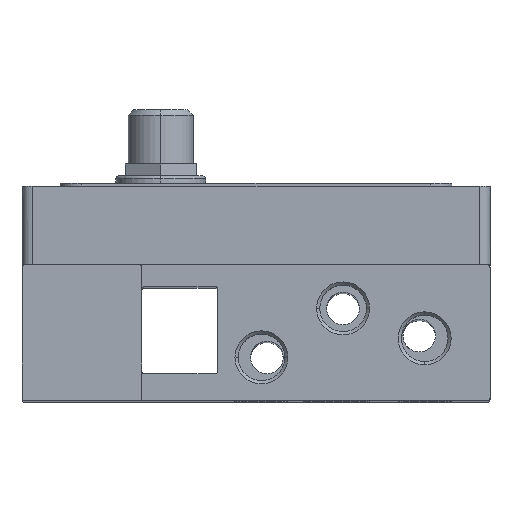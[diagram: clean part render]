
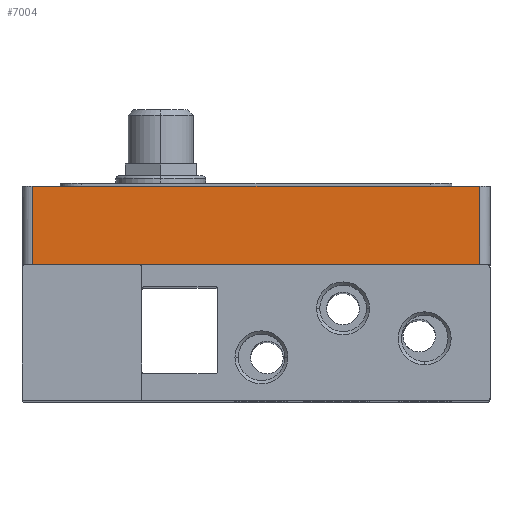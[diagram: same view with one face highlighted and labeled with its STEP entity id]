
A CAD part, top view. The second image highlights one B-rep face of the part: STEP entity #7004.
In plain terms, the highlighted planar face has unit normal (0, 0, 1).
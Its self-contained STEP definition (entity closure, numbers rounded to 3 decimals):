
#318 = EDGE_LOOP ( 'NONE', ( #8434, #719, #4952, #3045 ) ) ;
#676 = VERTEX_POINT ( 'NONE', #8449 ) ;
#719 = ORIENTED_EDGE ( 'NONE', *, *, #4101, .F. ) ;
#1049 = CARTESIAN_POINT ( 'NONE',  ( 2., 39.5, 20.5 ) ) ;
#1121 = LINE ( 'NONE', #2565, #7673 ) ;
#1550 = AXIS2_PLACEMENT_3D ( 'NONE', #1049, #6714, #5088 ) ;
#1583 = CARTESIAN_POINT ( 'NONE',  ( 2., 25., 20.5 ) ) ;
#1868 = FACE_OUTER_BOUND ( 'NONE', #318, .T. ) ;
#1939 = DIRECTION ( 'NONE',  ( 0., -1., 0. ) ) ;
#2565 = CARTESIAN_POINT ( 'NONE',  ( 84., 39.5, 20.5 ) ) ;
#2822 = LINE ( 'NONE', #6135, #5792 ) ;
#3045 = ORIENTED_EDGE ( 'NONE', *, *, #10015, .T. ) ;
#3169 = LINE ( 'NONE', #7866, #8545 ) ;
#3384 = VERTEX_POINT ( 'NONE', #7178 ) ;
#3417 = PLANE ( 'NONE',  #1550 ) ;
#3776 = VECTOR ( 'NONE', #6698, 1000. ) ;
#4101 = EDGE_CURVE ( 'NONE', #676, #3384, #9876, .T. ) ;
#4366 = CARTESIAN_POINT ( 'NONE',  ( 2., 39.5, 20.5 ) ) ;
#4952 = ORIENTED_EDGE ( 'NONE', *, *, #7628, .F. ) ;
#5088 = DIRECTION ( 'NONE',  ( -1., 0., 0. ) ) ;
#5486 = VERTEX_POINT ( 'NONE', #1583 ) ;
#5792 = VECTOR ( 'NONE', #6904, 1000. ) ;
#6135 = CARTESIAN_POINT ( 'NONE',  ( 2., 39.5, 20.5 ) ) ;
#6698 = DIRECTION ( 'NONE',  ( 1., 0., 0. ) ) ;
#6714 = DIRECTION ( 'NONE',  ( 0., 0., -1. ) ) ;
#6904 = DIRECTION ( 'NONE',  ( 0., 1., 0. ) ) ;
#7004 = ADVANCED_FACE ( 'NONE', ( #1868 ), #3417, .F. ) ;
#7178 = CARTESIAN_POINT ( 'NONE',  ( 84., 39.5, 20.5 ) ) ;
#7628 = EDGE_CURVE ( 'NONE', #5486, #676, #2822, .T. ) ;
#7673 = VECTOR ( 'NONE', #1939, 1000. ) ;
#7817 = DIRECTION ( 'NONE',  ( 1., 0., 0. ) ) ;
#7824 = EDGE_CURVE ( 'NONE', #3384, #7915, #1121, .T. ) ;
#7866 = CARTESIAN_POINT ( 'NONE',  ( 85.5, 25., 20.5 ) ) ;
#7915 = VERTEX_POINT ( 'NONE', #9064 ) ;
#8434 = ORIENTED_EDGE ( 'NONE', *, *, #7824, .F. ) ;
#8449 = CARTESIAN_POINT ( 'NONE',  ( 2., 39.5, 20.5 ) ) ;
#8545 = VECTOR ( 'NONE', #7817, 1000. ) ;
#9064 = CARTESIAN_POINT ( 'NONE',  ( 84., 25., 20.5 ) ) ;
#9876 = LINE ( 'NONE', #4366, #3776 ) ;
#10015 = EDGE_CURVE ( 'NONE', #5486, #7915, #3169, .T. ) ;
